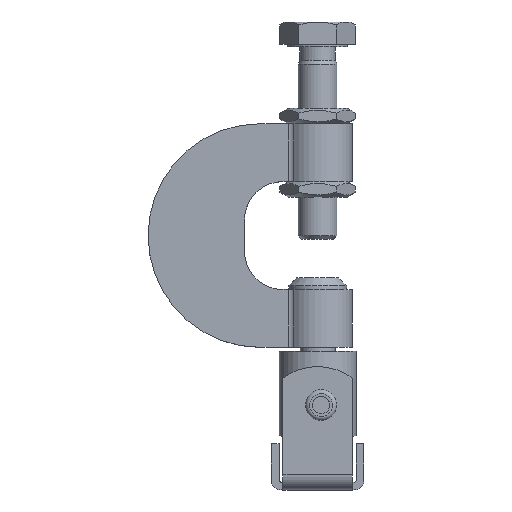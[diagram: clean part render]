
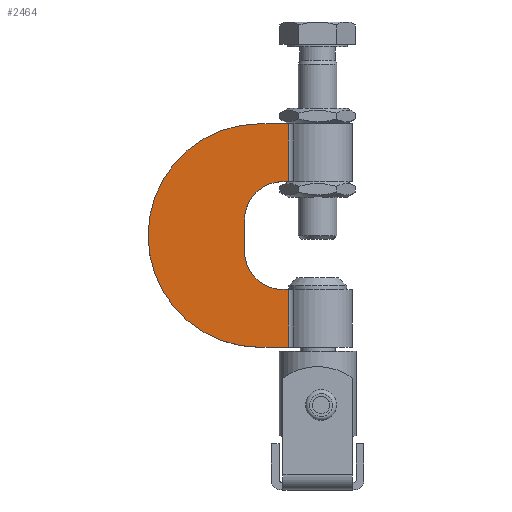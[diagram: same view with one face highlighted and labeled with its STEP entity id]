
A CAD part, top view. The second image highlights one B-rep face of the part: STEP entity #2464.
In plain terms, the highlighted planar face has unit normal (0, 0, 1).
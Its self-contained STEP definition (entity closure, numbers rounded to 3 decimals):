
#1661=CARTESIAN_POINT('',(6.,-14.0,6.));
#1662=VERTEX_POINT('',#1661);
#1669=CARTESIAN_POINT('',(7.45,-14.,6.));
#1670=VERTEX_POINT('',#1669);
#1671=CARTESIAN_POINT('',(7.45,-14.0,6.));
#1672=DIRECTION('',(-1.0,0.0,0.0));
#1673=VECTOR('',#1672,1.45);
#1674=LINE('',#1671,#1673);
#1675=EDGE_CURVE('',#1670,#1662,#1674,.T.);
#1743=CARTESIAN_POINT('',(-4.,-4.,6.));
#1744=VERTEX_POINT('',#1743);
#1751=CARTESIAN_POINT('',(6.,-4.,6.));
#1752=DIRECTION('',(0.0,0.0,1.0));
#1753=DIRECTION('',(-0.707,-0.707,0.0));
#1754=AXIS2_PLACEMENT_3D('',#1751,#1752,#1753);
#1755=CIRCLE('',#1754,10.0);
#1756=EDGE_CURVE('',#1744,#1662,#1755,.T.);
#1776=CARTESIAN_POINT('',(-4.,4.,6.));
#1777=VERTEX_POINT('',#1776);
#1784=CARTESIAN_POINT('',(-4.,-4.,6.));
#1785=DIRECTION('',(0.0,1.0,0.0));
#1786=VECTOR('',#1785,8.);
#1787=LINE('',#1784,#1786);
#1788=EDGE_CURVE('',#1744,#1777,#1787,.T.);
#1871=CARTESIAN_POINT('',(6.,14.0,6.));
#1872=VERTEX_POINT('',#1871);
#1879=CARTESIAN_POINT('',(6.,4.,6.));
#1880=DIRECTION('',(0.0,0.0,1.));
#1881=DIRECTION('',(-0.707,0.707,0.0));
#1882=AXIS2_PLACEMENT_3D('',#1879,#1880,#1881);
#1883=CIRCLE('',#1882,10.);
#1884=EDGE_CURVE('',#1872,#1777,#1883,.T.);
#1938=CARTESIAN_POINT('',(7.45,14.0,6.));
#1939=VERTEX_POINT('',#1938);
#1947=CARTESIAN_POINT('',(6.,14.0,6.));
#1948=DIRECTION('',(1.0,0.0,0.0));
#1949=VECTOR('',#1948,1.45);
#1950=LINE('',#1947,#1949);
#1951=EDGE_CURVE('',#1872,#1939,#1950,.T.);
#2277=CARTESIAN_POINT('',(7.45,-29.,6.));
#2278=VERTEX_POINT('',#2277);
#2279=CARTESIAN_POINT('',(7.45,-14.,6.));
#2280=DIRECTION('',(0.0,-1.0,0.0));
#2281=VECTOR('',#2280,15.);
#2282=LINE('',#2279,#2281);
#2283=EDGE_CURVE('',#1670,#2278,#2282,.T.);
#2310=CARTESIAN_POINT('',(7.45,29.,6.));
#2311=VERTEX_POINT('',#2310);
#2319=CARTESIAN_POINT('',(7.45,29.0,6.));
#2320=DIRECTION('',(0.0,-1.0,0.0));
#2321=VECTOR('',#2320,15.);
#2322=LINE('',#2319,#2321);
#2323=EDGE_CURVE('',#2311,#1939,#2322,.T.);
#2374=CARTESIAN_POINT('',(0.,29.,6.));
#2375=VERTEX_POINT('',#2374);
#2382=CARTESIAN_POINT('',(0.,29.,6.));
#2383=DIRECTION('',(1.0,0.0,0.0));
#2384=VECTOR('',#2383,7.45);
#2385=LINE('',#2382,#2384);
#2386=EDGE_CURVE('',#2375,#2311,#2385,.T.);
#2434=CARTESIAN_POINT('',(-7.029,0.,6.));
#2435=DIRECTION('',(0.0,0.0,1.0));
#2436=DIRECTION('',(1.0,0.0,0.0));
#2437=AXIS2_PLACEMENT_3D('',#2434,#2435,#2436);
#2438=PLANE('',#2437);
#2439=ORIENTED_EDGE('',*,*,#1951,.T.);
#2440=ORIENTED_EDGE('',*,*,#2323,.F.);
#2441=ORIENTED_EDGE('',*,*,#2386,.F.);
#2442=CARTESIAN_POINT('',(0.,-29.0,6.));
#2443=VERTEX_POINT('',#2442);
#2444=CARTESIAN_POINT('',(0.0,0.0,6.));
#2445=DIRECTION('',(0.0,0.0,-1.0));
#2446=DIRECTION('',(0.0,1.0,0.0));
#2447=AXIS2_PLACEMENT_3D('',#2444,#2445,#2446);
#2448=CIRCLE('',#2447,29.);
#2449=EDGE_CURVE('',#2443,#2375,#2448,.T.);
#2450=ORIENTED_EDGE('',*,*,#2449,.F.);
#2451=CARTESIAN_POINT('',(7.45,-29.,6.));
#2452=DIRECTION('',(-1.0,0.0,0.0));
#2453=VECTOR('',#2452,7.45);
#2454=LINE('',#2451,#2453);
#2455=EDGE_CURVE('',#2278,#2443,#2454,.T.);
#2456=ORIENTED_EDGE('',*,*,#2455,.F.);
#2457=ORIENTED_EDGE('',*,*,#2283,.F.);
#2458=ORIENTED_EDGE('',*,*,#1675,.T.);
#2459=ORIENTED_EDGE('',*,*,#1756,.F.);
#2460=ORIENTED_EDGE('',*,*,#1788,.T.);
#2461=ORIENTED_EDGE('',*,*,#1884,.F.);
#2462=EDGE_LOOP('',(#2439,#2440,#2441,#2450,#2456,#2457,#2458,#2459,#2460,#2461));
#2463=FACE_OUTER_BOUND('',#2462,.T.);
#2464=ADVANCED_FACE('',(#2463),#2438,.T.);
